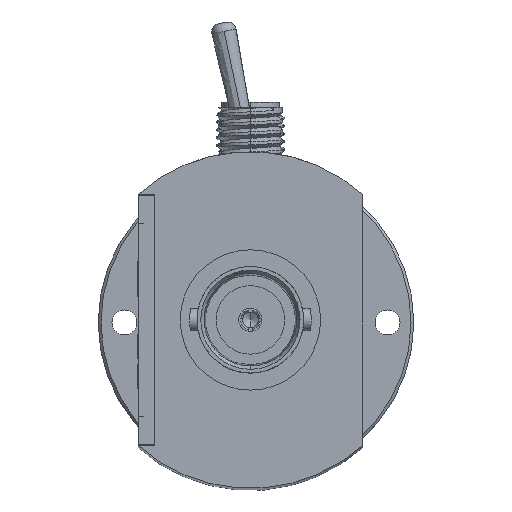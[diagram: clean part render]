
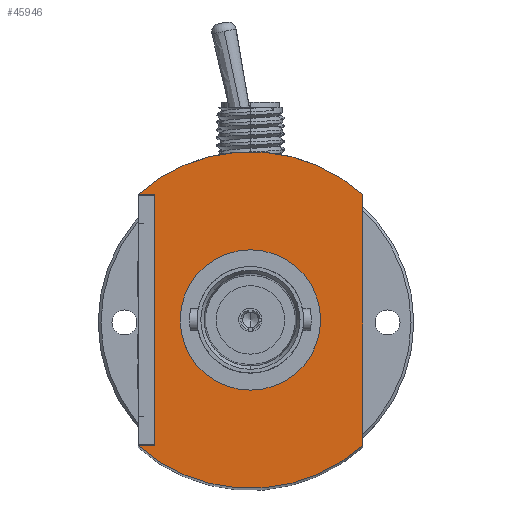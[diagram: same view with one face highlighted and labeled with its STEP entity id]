
A CAD part, top view. The second image highlights one B-rep face of the part: STEP entity #45946.
In plain terms, the highlighted planar face has unit normal (0, 0, 1).
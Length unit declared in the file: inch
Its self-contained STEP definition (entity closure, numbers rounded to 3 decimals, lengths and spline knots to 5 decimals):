
#1146 = CARTESIAN_POINT ( 'NONE',  ( -0.34, 0.41721, 4.5 ) ) ;
#1660 = VERTEX_POINT ( 'NONE', #32376 ) ;
#7201 = VERTEX_POINT ( 'NONE', #95194 ) ;
#12542 = FACE_BOUND ( 'NONE', #100989, .T. ) ;
#13427 = EDGE_CURVE ( 'NONE', #84412, #21631, #38787, .T. ) ;
#17266 = LINE ( 'NONE', #99876, #98025 ) ;
#17290 = CIRCLE ( 'NONE', #67013, 0.19 ) ;
#18750 = ORIENTED_EDGE ( 'NONE', *, *, #105750, .T. ) ;
#19750 = CARTESIAN_POINT ( 'NONE',  ( -0.34, 0.44721, 4.5 ) ) ;
#19902 = CARTESIAN_POINT ( 'NONE',  ( -0.4, 0.44721, 4.5 ) ) ;
#20578 = DIRECTION ( 'NONE',  ( 0., 0., 1. ) ) ;
#21631 = VERTEX_POINT ( 'NONE', #87321 ) ;
#22302 = DIRECTION ( 'NONE',  ( 1., 0., 0. ) ) ;
#23368 = ORIENTED_EDGE ( 'NONE', *, *, #53649, .F. ) ;
#23947 = VECTOR ( 'NONE', #37973, 39.37008 ) ;
#24479 = EDGE_CURVE ( 'NONE', #67389, #65450, #80990, .T. ) ;
#26543 = EDGE_CURVE ( 'NONE', #65450, #7201, #82372, .T. ) ;
#32376 = CARTESIAN_POINT ( 'NONE',  ( -0.34, -0.44721, 4.5 ) ) ;
#33285 = ORIENTED_EDGE ( 'NONE', *, *, #26543, .F. ) ;
#33704 = ORIENTED_EDGE ( 'NONE', *, *, #13427, .T. ) ;
#35135 = DIRECTION ( 'NONE',  ( 0., 0., 1. ) ) ;
#36914 = EDGE_CURVE ( 'NONE', #21631, #66319, #105088, .T. ) ;
#37443 = VECTOR ( 'NONE', #59541, 39.37008 ) ;
#37973 = DIRECTION ( 'NONE',  ( -1., 0., 0. ) ) ;
#38787 = LINE ( 'NONE', #87604, #92173 ) ;
#39219 = DIRECTION ( 'NONE',  ( 0., 0., 1. ) ) ;
#44808 = ORIENTED_EDGE ( 'NONE', *, *, #102110, .T. ) ;
#45946 = ADVANCED_FACE ( 'NONE', ( #12542, #100549 ), #60813, .T. ) ;
#53327 = CARTESIAN_POINT ( 'NONE',  ( 0., 0., 4.5 ) ) ;
#53649 = EDGE_CURVE ( 'NONE', #91882, #66319, #101814, .T. ) ;
#53963 = CARTESIAN_POINT ( 'NONE',  ( 0., 0., 4.5 ) ) ;
#54223 = ORIENTED_EDGE ( 'NONE', *, *, #83092, .F. ) ;
#54495 = DIRECTION ( 'NONE',  ( 0., 0., 1. ) ) ;
#56685 = DIRECTION ( 'NONE',  ( 0., 0., 1. ) ) ;
#57556 = CARTESIAN_POINT ( 'NONE',  ( -0.34, 0.44721, 4.5 ) ) ;
#58818 = AXIS2_PLACEMENT_3D ( 'NONE', #53963, #54495, #22302 ) ;
#59541 = DIRECTION ( 'NONE',  ( 0., 1., 0. ) ) ;
#59769 = CARTESIAN_POINT ( 'NONE',  ( 0., 0., 4.5 ) ) ;
#60355 = AXIS2_PLACEMENT_3D ( 'NONE', #53327, #35135, #69953 ) ;
#60813 = PLANE ( 'NONE',  #88465 ) ;
#61688 = CARTESIAN_POINT ( 'NONE',  ( 0.4, -0.44721, 4.5 ) ) ;
#62575 = EDGE_LOOP ( 'NONE', ( #23368, #88013, #18750, #44808, #33704, #84902 ) ) ;
#63110 = AXIS2_PLACEMENT_3D ( 'NONE', #79977, #39219, #63870 ) ;
#63870 = DIRECTION ( 'NONE',  ( 1., 0., 0. ) ) ;
#64200 = CARTESIAN_POINT ( 'NONE',  ( 0., 0., 4.5 ) ) ;
#65450 = VERTEX_POINT ( 'NONE', #88390 ) ;
#66319 = VERTEX_POINT ( 'NONE', #19902 ) ;
#66820 = ORIENTED_EDGE ( 'NONE', *, *, #24479, .F. ) ;
#67013 = AXIS2_PLACEMENT_3D ( 'NONE', #64200, #56685, #96943 ) ;
#67389 = VERTEX_POINT ( 'NONE', #88562 ) ;
#67614 = LINE ( 'NONE', #1146, #37443 ) ;
#69953 = DIRECTION ( 'NONE',  ( 1., 0., 0. ) ) ;
#74241 = VECTOR ( 'NONE', #99002, 39.37008 ) ;
#74320 = CARTESIAN_POINT ( 'NONE',  ( -0.157, 0.10701, 4.5 ) ) ;
#78844 = EDGE_CURVE ( 'NONE', #1660, #91882, #67614, .T. ) ;
#79977 = CARTESIAN_POINT ( 'NONE',  ( 0., 0., 4.5 ) ) ;
#80990 = CIRCLE ( 'NONE', #60355, 0.19 ) ;
#82372 = LINE ( 'NONE', #74320, #74241 ) ;
#83092 = EDGE_CURVE ( 'NONE', #7201, #67389, #17290, .T. ) ;
#83262 = DIRECTION ( 'NONE',  ( -1., 0., 0. ) ) ;
#84412 = VERTEX_POINT ( 'NONE', #61688 ) ;
#84465 = DIRECTION ( 'NONE',  ( 1., 0., 0. ) ) ;
#84902 = ORIENTED_EDGE ( 'NONE', *, *, #36914, .T. ) ;
#86530 = DIRECTION ( 'NONE',  ( 0., 1., 0. ) ) ;
#87321 = CARTESIAN_POINT ( 'NONE',  ( 0.4, 0.44721, 4.5 ) ) ;
#87604 = CARTESIAN_POINT ( 'NONE',  ( 0.4, 0.44721, 4.5 ) ) ;
#88013 = ORIENTED_EDGE ( 'NONE', *, *, #78844, .F. ) ;
#88390 = CARTESIAN_POINT ( 'NONE',  ( -0.157, 0.10701, 4.5 ) ) ;
#88465 = AXIS2_PLACEMENT_3D ( 'NONE', #59769, #20578, #84465 ) ;
#88562 = CARTESIAN_POINT ( 'NONE',  ( 0.19, 0., 4.5 ) ) ;
#89785 = CARTESIAN_POINT ( 'NONE',  ( -0.4, -0.44721, 4.5 ) ) ;
#90567 = CIRCLE ( 'NONE', #63110, 0.6 ) ;
#91882 = VERTEX_POINT ( 'NONE', #57556 ) ;
#92173 = VECTOR ( 'NONE', #86530, 39.37008 ) ;
#95194 = CARTESIAN_POINT ( 'NONE',  ( -0.157, -0.10701, 4.5 ) ) ;
#96943 = DIRECTION ( 'NONE',  ( 1., 0., 0. ) ) ;
#98025 = VECTOR ( 'NONE', #83262, 39.37008 ) ;
#99002 = DIRECTION ( 'NONE',  ( 0., -1., 0. ) ) ;
#99142 = VERTEX_POINT ( 'NONE', #89785 ) ;
#99876 = CARTESIAN_POINT ( 'NONE',  ( -0.34, -0.44721, 4.5 ) ) ;
#100549 = FACE_OUTER_BOUND ( 'NONE', #62575, .T. ) ;
#100989 = EDGE_LOOP ( 'NONE', ( #54223, #33285, #66820 ) ) ;
#101814 = LINE ( 'NONE', #19750, #23947 ) ;
#102110 = EDGE_CURVE ( 'NONE', #99142, #84412, #90567, .T. ) ;
#105088 = CIRCLE ( 'NONE', #58818, 0.6 ) ;
#105750 = EDGE_CURVE ( 'NONE', #1660, #99142, #17266, .T. ) ;
